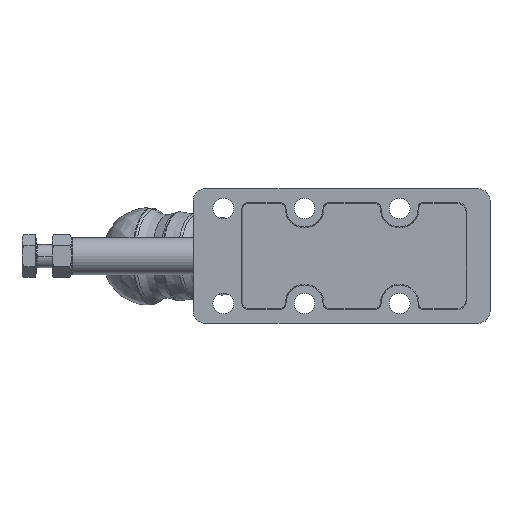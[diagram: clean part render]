
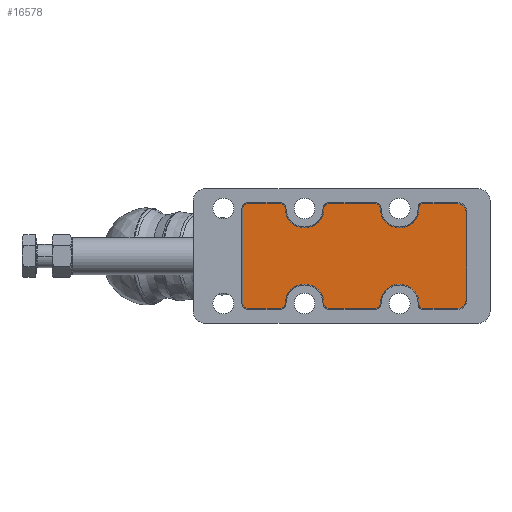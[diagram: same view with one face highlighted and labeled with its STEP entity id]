
A CAD part, top view. The second image highlights one B-rep face of the part: STEP entity #16578.
In plain terms, the highlighted planar face has unit normal (0, 0, 1).
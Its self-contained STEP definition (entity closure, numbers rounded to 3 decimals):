
#2915=CARTESIAN_POINT('',(82.271,-1.739,4.0));
#2916=VERTEX_POINT('',#2915);
#2932=CARTESIAN_POINT('',(98.95,-2.574,4.0));
#2933=VERTEX_POINT('',#2932);
#2940=CARTESIAN_POINT('',(90.611,-2.157,4.0));
#2941=DIRECTION('',(0.0,0.0,-1.0));
#2942=DIRECTION('',(0.999,-0.05,0.0));
#2943=AXIS2_PLACEMENT_3D('',#2940,#2941,#2942);
#2944=CIRCLE('',#2943,8.35);
#2945=EDGE_CURVE('',#2916,#2933,#2944,.T.);
#2957=CARTESIAN_POINT('',(98.961,38.843,4.0));
#2958=VERTEX_POINT('',#2957);
#2974=CARTESIAN_POINT('',(82.261,38.843,4.0));
#2975=VERTEX_POINT('',#2974);
#2982=CARTESIAN_POINT('',(90.611,38.843,4.0));
#2983=DIRECTION('',(0.0,0.0,-1.0));
#2984=DIRECTION('',(-1.0,0.0,0.0));
#2985=AXIS2_PLACEMENT_3D('',#2982,#2983,#2984);
#2986=CIRCLE('',#2985,8.35);
#2987=EDGE_CURVE('',#2958,#2975,#2986,.T.);
#16365=CARTESIAN_POINT('',(70.804,18.343,4.0));
#16366=DIRECTION('',(0.0,0.0,1.0));
#16367=DIRECTION('',(1.0,0.0,0.0));
#16368=AXIS2_PLACEMENT_3D('',#16365,#16366,#16367);
#16369=PLANE('',#16368);
#16370=CARTESIAN_POINT('',(41.261,38.843,4.0));
#16371=VERTEX_POINT('',#16370);
#16372=CARTESIAN_POINT('',(39.111,40.993,4.0));
#16373=VERTEX_POINT('',#16372);
#16374=CARTESIAN_POINT('',(39.111,38.843,4.0));
#16375=DIRECTION('',(0.0,0.0,1.0));
#16376=DIRECTION('',(-1.0,0.0,0.0));
#16377=AXIS2_PLACEMENT_3D('',#16374,#16375,#16376);
#16378=CIRCLE('',#16377,2.15);
#16379=EDGE_CURVE('',#16371,#16373,#16378,.T.);
#16380=ORIENTED_EDGE('',*,*,#16379,.T.);
#16381=CARTESIAN_POINT('',(25.111,40.993,4.0));
#16382=VERTEX_POINT('',#16381);
#16383=CARTESIAN_POINT('',(39.111,40.993,4.0));
#16384=DIRECTION('',(-1.0,0.0,0.0));
#16385=VECTOR('',#16384,14.);
#16386=LINE('',#16383,#16385);
#16387=EDGE_CURVE('',#16373,#16382,#16386,.T.);
#16388=ORIENTED_EDGE('',*,*,#16387,.T.);
#16389=CARTESIAN_POINT('',(22.961,38.843,4.0));
#16390=VERTEX_POINT('',#16389);
#16391=CARTESIAN_POINT('',(25.111,38.843,4.0));
#16392=DIRECTION('',(0.0,0.0,1.0));
#16393=DIRECTION('',(0.0,-1.0,0.0));
#16394=AXIS2_PLACEMENT_3D('',#16391,#16392,#16393);
#16395=CIRCLE('',#16394,2.15);
#16396=EDGE_CURVE('',#16382,#16390,#16395,.T.);
#16397=ORIENTED_EDGE('',*,*,#16396,.T.);
#16398=CARTESIAN_POINT('',(22.961,-2.157,4.0));
#16399=VERTEX_POINT('',#16398);
#16400=CARTESIAN_POINT('',(22.961,38.843,4.0));
#16401=DIRECTION('',(0.0,-1.0,0.0));
#16402=VECTOR('',#16401,41.);
#16403=LINE('',#16400,#16402);
#16404=EDGE_CURVE('',#16390,#16399,#16403,.T.);
#16405=ORIENTED_EDGE('',*,*,#16404,.T.);
#16406=CARTESIAN_POINT('',(25.111,-4.307,4.0));
#16407=VERTEX_POINT('',#16406);
#16408=CARTESIAN_POINT('',(25.111,-2.157,4.0));
#16409=DIRECTION('',(0.0,0.0,1.0));
#16410=DIRECTION('',(1.0,0.0,0.0));
#16411=AXIS2_PLACEMENT_3D('',#16408,#16409,#16410);
#16412=CIRCLE('',#16411,2.15);
#16413=EDGE_CURVE('',#16399,#16407,#16412,.T.);
#16414=ORIENTED_EDGE('',*,*,#16413,.T.);
#16415=CARTESIAN_POINT('',(39.111,-4.307,4.0));
#16416=VERTEX_POINT('',#16415);
#16417=CARTESIAN_POINT('',(25.111,-4.307,4.0));
#16418=DIRECTION('',(1.0,0.0,0.0));
#16419=VECTOR('',#16418,14.0);
#16420=LINE('',#16417,#16419);
#16421=EDGE_CURVE('',#16407,#16416,#16420,.T.);
#16422=ORIENTED_EDGE('',*,*,#16421,.T.);
#16423=CARTESIAN_POINT('',(41.261,-2.157,4.0));
#16424=VERTEX_POINT('',#16423);
#16425=CARTESIAN_POINT('',(39.111,-2.157,4.0));
#16426=DIRECTION('',(0.0,0.0,1.0));
#16427=DIRECTION('',(0.0,1.0,0.0));
#16428=AXIS2_PLACEMENT_3D('',#16425,#16426,#16427);
#16429=CIRCLE('',#16428,2.15);
#16430=EDGE_CURVE('',#16416,#16424,#16429,.T.);
#16431=ORIENTED_EDGE('',*,*,#16430,.T.);
#16432=CARTESIAN_POINT('',(57.961,-2.157,4.0));
#16433=VERTEX_POINT('',#16432);
#16434=CARTESIAN_POINT('',(49.611,-2.157,4.0));
#16435=DIRECTION('',(0.0,0.0,-1.0));
#16436=DIRECTION('',(1.0,0.0,0.0));
#16437=AXIS2_PLACEMENT_3D('',#16434,#16435,#16436);
#16438=CIRCLE('',#16437,8.35);
#16439=EDGE_CURVE('',#16424,#16433,#16438,.T.);
#16440=ORIENTED_EDGE('',*,*,#16439,.T.);
#16441=CARTESIAN_POINT('',(60.111,-4.307,4.0));
#16442=VERTEX_POINT('',#16441);
#16443=CARTESIAN_POINT('',(60.111,-2.157,4.0));
#16444=DIRECTION('',(0.0,0.0,1.0));
#16445=DIRECTION('',(1.0,0.0,0.0));
#16446=AXIS2_PLACEMENT_3D('',#16443,#16444,#16445);
#16447=CIRCLE('',#16446,2.15);
#16448=EDGE_CURVE('',#16433,#16442,#16447,.T.);
#16449=ORIENTED_EDGE('',*,*,#16448,.T.);
#16450=CARTESIAN_POINT('',(80.111,-4.307,4.0));
#16451=VERTEX_POINT('',#16450);
#16452=CARTESIAN_POINT('',(60.111,-4.307,4.0));
#16453=DIRECTION('',(1.0,0.0,0.0));
#16454=VECTOR('',#16453,20.);
#16455=LINE('',#16452,#16454);
#16456=EDGE_CURVE('',#16442,#16451,#16455,.T.);
#16457=ORIENTED_EDGE('',*,*,#16456,.T.);
#16458=CARTESIAN_POINT('',(82.261,-2.157,4.0));
#16459=VERTEX_POINT('',#16458);
#16460=CARTESIAN_POINT('',(80.111,-2.157,4.0));
#16461=DIRECTION('',(0.0,0.0,1.0));
#16462=DIRECTION('',(0.0,1.0,0.0));
#16463=AXIS2_PLACEMENT_3D('',#16460,#16461,#16462);
#16464=CIRCLE('',#16463,2.15);
#16465=EDGE_CURVE('',#16451,#16459,#16464,.T.);
#16466=ORIENTED_EDGE('',*,*,#16465,.T.);
#16467=CARTESIAN_POINT('',(90.611,-2.157,4.0));
#16468=DIRECTION('',(0.0,0.0,-1.0));
#16469=DIRECTION('',(0.999,-0.05,0.0));
#16470=AXIS2_PLACEMENT_3D('',#16467,#16468,#16469);
#16471=CIRCLE('',#16470,8.35);
#16472=EDGE_CURVE('',#16459,#2916,#16471,.T.);
#16473=ORIENTED_EDGE('',*,*,#16472,.T.);
#16474=ORIENTED_EDGE('',*,*,#2945,.T.);
#16475=CARTESIAN_POINT('',(100.598,-4.307,4.0));
#16476=VERTEX_POINT('',#16475);
#16477=CARTESIAN_POINT('',(100.598,-2.657,4.0));
#16478=DIRECTION('',(0.0,0.0,1.));
#16479=DIRECTION('',(0.999,-0.05,0.0));
#16480=AXIS2_PLACEMENT_3D('',#16477,#16478,#16479);
#16481=CIRCLE('',#16480,1.65);
#16482=EDGE_CURVE('',#2933,#16476,#16481,.T.);
#16483=ORIENTED_EDGE('',*,*,#16482,.T.);
#16484=CARTESIAN_POINT('',(115.611,-4.307,4.0));
#16485=VERTEX_POINT('',#16484);
#16486=CARTESIAN_POINT('',(100.598,-4.307,4.0));
#16487=DIRECTION('',(1.0,0.0,0.0));
#16488=VECTOR('',#16487,15.013);
#16489=LINE('',#16486,#16488);
#16490=EDGE_CURVE('',#16476,#16485,#16489,.T.);
#16491=ORIENTED_EDGE('',*,*,#16490,.T.);
#16492=CARTESIAN_POINT('',(119.261,-0.657,4.0));
#16493=VERTEX_POINT('',#16492);
#16494=CARTESIAN_POINT('',(115.611,-0.657,4.0));
#16495=DIRECTION('',(0.0,0.0,1.0));
#16496=DIRECTION('',(0.0,1.0,0.0));
#16497=AXIS2_PLACEMENT_3D('',#16494,#16495,#16496);
#16498=CIRCLE('',#16497,3.65);
#16499=EDGE_CURVE('',#16485,#16493,#16498,.T.);
#16500=ORIENTED_EDGE('',*,*,#16499,.T.);
#16501=CARTESIAN_POINT('',(119.261,37.343,4.0));
#16502=VERTEX_POINT('',#16501);
#16503=CARTESIAN_POINT('',(119.261,-0.657,4.0));
#16504=DIRECTION('',(0.0,1.0,0.0));
#16505=VECTOR('',#16504,38.0);
#16506=LINE('',#16503,#16505);
#16507=EDGE_CURVE('',#16493,#16502,#16506,.T.);
#16508=ORIENTED_EDGE('',*,*,#16507,.T.);
#16509=CARTESIAN_POINT('',(115.611,40.993,4.0));
#16510=VERTEX_POINT('',#16509);
#16511=CARTESIAN_POINT('',(115.611,37.343,4.0));
#16512=DIRECTION('',(0.0,0.0,1.0));
#16513=DIRECTION('',(-1.0,0.0,0.0));
#16514=AXIS2_PLACEMENT_3D('',#16511,#16512,#16513);
#16515=CIRCLE('',#16514,3.65);
#16516=EDGE_CURVE('',#16502,#16510,#16515,.T.);
#16517=ORIENTED_EDGE('',*,*,#16516,.T.);
#16518=CARTESIAN_POINT('',(100.598,40.993,4.0));
#16519=VERTEX_POINT('',#16518);
#16520=CARTESIAN_POINT('',(115.611,40.993,4.0));
#16521=DIRECTION('',(-1.0,0.0,0.0));
#16522=VECTOR('',#16521,15.013);
#16523=LINE('',#16520,#16522);
#16524=EDGE_CURVE('',#16510,#16519,#16523,.T.);
#16525=ORIENTED_EDGE('',*,*,#16524,.T.);
#16526=CARTESIAN_POINT('',(98.95,39.261,4.0));
#16527=VERTEX_POINT('',#16526);
#16528=CARTESIAN_POINT('',(100.598,39.343,4.0));
#16529=DIRECTION('',(0.0,0.0,1.0));
#16530=DIRECTION('',(0.0,-1.0,0.0));
#16531=AXIS2_PLACEMENT_3D('',#16528,#16529,#16530);
#16532=CIRCLE('',#16531,1.65);
#16533=EDGE_CURVE('',#16519,#16527,#16532,.T.);
#16534=ORIENTED_EDGE('',*,*,#16533,.T.);
#16535=CARTESIAN_POINT('',(90.611,38.843,4.0));
#16536=DIRECTION('',(0.0,0.0,-1.0));
#16537=DIRECTION('',(-1.0,0.0,0.0));
#16538=AXIS2_PLACEMENT_3D('',#16535,#16536,#16537);
#16539=CIRCLE('',#16538,8.35);
#16540=EDGE_CURVE('',#16527,#2958,#16539,.T.);
#16541=ORIENTED_EDGE('',*,*,#16540,.T.);
#16542=ORIENTED_EDGE('',*,*,#2987,.T.);
#16543=CARTESIAN_POINT('',(80.111,40.993,4.0));
#16544=VERTEX_POINT('',#16543);
#16545=CARTESIAN_POINT('',(80.111,38.843,4.0));
#16546=DIRECTION('',(0.0,0.0,1.0));
#16547=DIRECTION('',(-1.0,0.0,0.0));
#16548=AXIS2_PLACEMENT_3D('',#16545,#16546,#16547);
#16549=CIRCLE('',#16548,2.15);
#16550=EDGE_CURVE('',#2975,#16544,#16549,.T.);
#16551=ORIENTED_EDGE('',*,*,#16550,.T.);
#16552=CARTESIAN_POINT('',(60.111,40.993,4.0));
#16553=VERTEX_POINT('',#16552);
#16554=CARTESIAN_POINT('',(80.111,40.993,4.0));
#16555=DIRECTION('',(-1.0,0.0,0.0));
#16556=VECTOR('',#16555,20.0);
#16557=LINE('',#16554,#16556);
#16558=EDGE_CURVE('',#16544,#16553,#16557,.T.);
#16559=ORIENTED_EDGE('',*,*,#16558,.T.);
#16560=CARTESIAN_POINT('',(57.961,38.843,4.0));
#16561=VERTEX_POINT('',#16560);
#16562=CARTESIAN_POINT('',(60.111,38.843,4.0));
#16563=DIRECTION('',(0.0,0.0,1.0));
#16564=DIRECTION('',(0.0,-1.0,0.0));
#16565=AXIS2_PLACEMENT_3D('',#16562,#16563,#16564);
#16566=CIRCLE('',#16565,2.15);
#16567=EDGE_CURVE('',#16553,#16561,#16566,.T.);
#16568=ORIENTED_EDGE('',*,*,#16567,.T.);
#16569=CARTESIAN_POINT('',(49.611,38.843,4.0));
#16570=DIRECTION('',(0.0,0.0,-1.0));
#16571=DIRECTION('',(-1.0,0.0,0.0));
#16572=AXIS2_PLACEMENT_3D('',#16569,#16570,#16571);
#16573=CIRCLE('',#16572,8.35);
#16574=EDGE_CURVE('',#16561,#16371,#16573,.T.);
#16575=ORIENTED_EDGE('',*,*,#16574,.T.);
#16576=EDGE_LOOP('',(#16380,#16388,#16397,#16405,#16414,#16422,#16431,#16440,#16449,#16457,#16466,#16473,#16474,#16483,#16491,#16500,#16508,#16517,#16525,#16534,#16541,#16542,#16551,#16559,#16568,#16575));
#16577=FACE_OUTER_BOUND('',#16576,.T.);
#16578=ADVANCED_FACE('',(#16577),#16369,.T.);
